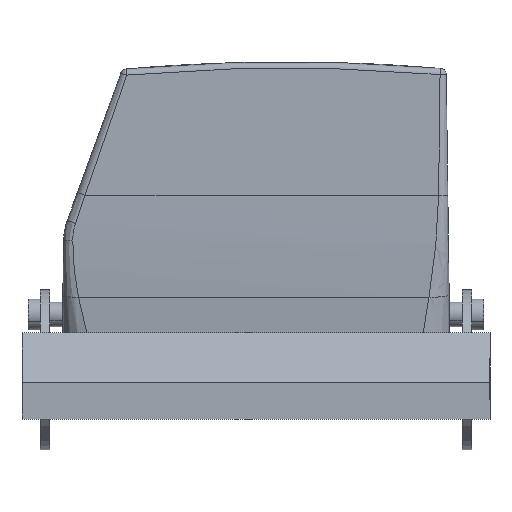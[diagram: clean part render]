
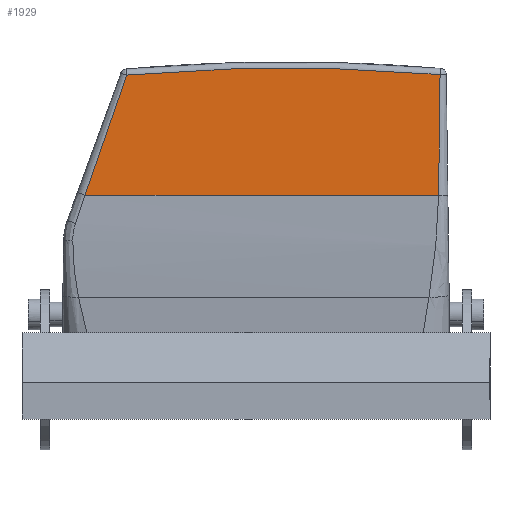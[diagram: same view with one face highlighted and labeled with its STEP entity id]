
A CAD part, left-side view. The second image highlights one B-rep face of the part: STEP entity #1929.
In plain terms, the highlighted planar face has unit normal (-1, 0, 0).
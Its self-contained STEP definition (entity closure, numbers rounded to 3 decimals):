
#752=AXIS2_PLACEMENT_3D('Circle Axis2P3D',#750,#751,$) ;
#1897=AXIS2_PLACEMENT_3D('Plane Axis2P3D',#1894,#1895,#1896) ;
#711=CARTESIAN_POINT('Vertex',(18.25,59.,60.867)) ;
#747=CARTESIAN_POINT('Vertex',(18.25,8.113,60.962)) ;
#750=CARTESIAN_POINT('Axis2P3D Location',(18.25,33.,-237.)) ;
#1873=CARTESIAN_POINT('Vertex',(18.25,65.794,41.347)) ;
#1877=CARTESIAN_POINT('Control Point',(18.25,59.,60.867)) ;
#1878=CARTESIAN_POINT('Control Point',(18.25,59.237,60.204)) ;
#1879=CARTESIAN_POINT('Control Point',(18.25,59.473,59.544)) ;
#1880=CARTESIAN_POINT('Control Point',(18.25,59.705,58.892)) ;
#1881=CARTESIAN_POINT('Control Point',(18.25,61.086,55.008)) ;
#1882=CARTESIAN_POINT('Control Point',(18.25,62.447,51.116)) ;
#1883=CARTESIAN_POINT('Control Point',(18.25,63.568,47.863)) ;
#1884=CARTESIAN_POINT('Control Point',(18.25,64.686,44.608)) ;
#1885=CARTESIAN_POINT('Control Point',(18.25,65.794,41.347)) ;
#1894=CARTESIAN_POINT('Axis2P3D Location',(18.25,-3.837,-16.303)) ;
#1899=CARTESIAN_POINT('Line Origine',(18.25,37.069,41.347)) ;
#1903=CARTESIAN_POINT('Vertex',(18.25,8.344,41.347)) ;
#1907=CARTESIAN_POINT('Control Point',(18.25,8.113,60.962)) ;
#1908=CARTESIAN_POINT('Control Point',(18.25,8.112,60.564)) ;
#1909=CARTESIAN_POINT('Control Point',(18.25,8.112,60.165)) ;
#1910=CARTESIAN_POINT('Control Point',(18.25,8.112,59.768)) ;
#1911=CARTESIAN_POINT('Control Point',(18.25,8.113,59.174)) ;
#1912=CARTESIAN_POINT('Control Point',(18.25,8.114,58.583)) ;
#1913=CARTESIAN_POINT('Control Point',(18.25,8.115,58.387)) ;
#1914=CARTESIAN_POINT('Control Point',(18.25,8.122,55.644)) ;
#1915=CARTESIAN_POINT('Control Point',(18.25,8.143,52.901)) ;
#1916=CARTESIAN_POINT('Control Point',(18.25,8.173,50.354)) ;
#1917=CARTESIAN_POINT('Control Point',(18.25,8.218,47.025)) ;
#1918=CARTESIAN_POINT('Control Point',(18.25,8.286,43.696)) ;
#1919=CARTESIAN_POINT('Control Point',(18.25,8.303,42.913)) ;
#1920=CARTESIAN_POINT('Control Point',(18.25,8.322,42.13)) ;
#1921=CARTESIAN_POINT('Control Point',(18.25,8.344,41.347)) ;
#751=DIRECTION('Axis2P3D Direction',(-1.,0.,0.)) ;
#1895=DIRECTION('Axis2P3D Direction',(-1.,0.,0.)) ;
#1896=DIRECTION('Axis2P3D XDirection',(0.,-0.17,0.985)) ;
#1900=DIRECTION('Vector Direction',(0.,-1.,0.)) ;
#1901=VECTOR('Line Direction',#1900,1.) ;
#1924=ORIENTED_EDGE('',*,*,#1886,.F.) ;
#1925=ORIENTED_EDGE('',*,*,#1905,.T.) ;
#1926=ORIENTED_EDGE('',*,*,#1922,.T.) ;
#1927=ORIENTED_EDGE('',*,*,#754,.T.) ;
#1929=ADVANCED_FACE('Hauptk\X2\00F6\X0\rper',(#1928),#1898,.T.) ;
#1876=B_SPLINE_CURVE_WITH_KNOTS('',5,(#1877,#1878,#1879,#1880,#1881,#1882,#1883,#1884,#1885),.UNSPECIFIED.,.F.,.U.,(6,3,6),(27.767,31.195,48.437),.UNSPECIFIED.) ;
#1906=B_SPLINE_CURVE_WITH_KNOTS('',5,(#1907,#1908,#1909,#1910,#1911,#1912,#1913,#1914,#1915,#1916,#1917,#1918,#1919,#1920,#1921),.UNSPECIFIED.,.F.,.U.,(6,3,3,3,6),(0.,2.785,4.177,22.2,27.743),.UNSPECIFIED.) ;
#753=CIRCLE('generated circle',#752,299.) ;
#754=EDGE_CURVE('',#748,#712,#753,.T.) ;
#1886=EDGE_CURVE('',#1874,#712,#1876,.F.) ;
#1905=EDGE_CURVE('',#1874,#1904,#1902,.T.) ;
#1922=EDGE_CURVE('',#1904,#748,#1906,.F.) ;
#1923=EDGE_LOOP('',(#1924,#1925,#1926,#1927)) ;
#1928=FACE_OUTER_BOUND('',#1923,.T.) ;
#1902=LINE('Line',#1899,#1901) ;
#1898=PLANE('',#1897) ;
#712=VERTEX_POINT('',#711) ;
#748=VERTEX_POINT('',#747) ;
#1874=VERTEX_POINT('',#1873) ;
#1904=VERTEX_POINT('',#1903) ;
